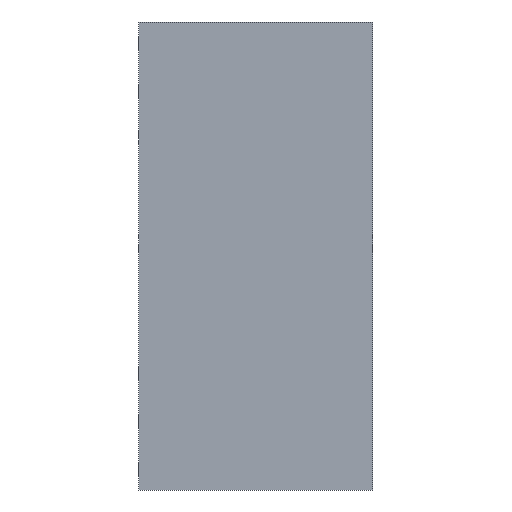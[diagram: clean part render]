
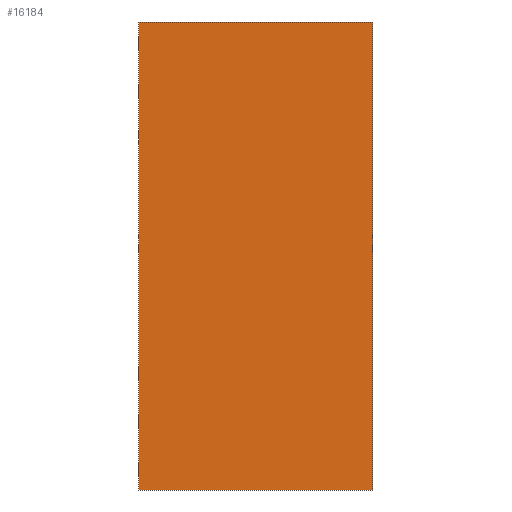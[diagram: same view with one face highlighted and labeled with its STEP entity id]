
A CAD part, front view. The second image highlights one B-rep face of the part: STEP entity #16184.
In plain terms, the highlighted planar face has unit normal (0, -1, 0).
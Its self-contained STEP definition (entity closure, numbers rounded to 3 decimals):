
#14194 = VERTEX_POINT ( 'NONE', #23693 ) ;
#14203 = VERTEX_POINT ( 'NONE', #23729 ) ;
#14210 = EDGE_CURVE ( 'NONE', #14194, #14203, #23718, .T. ) ;
#16184 = ADVANCED_FACE ( 'NONE', ( #27309 ), #27308, .T. ) ;
#16185 = EDGE_LOOP ( 'NONE', ( #16186, #16188, #16189, #16191 ) ) ;
#16186 = ORIENTED_EDGE ( 'NONE', *, *, #16187, .F. ) ;
#16187 = EDGE_CURVE ( 'NONE', #14203, #16202, #27307, .T. ) ;
#16188 = ORIENTED_EDGE ( 'NONE', *, *, #14210, .F. ) ;
#16189 = ORIENTED_EDGE ( 'NONE', *, *, #16190, .T. ) ;
#16190 = EDGE_CURVE ( 'NONE', #14194, #16205, #27299, .T. ) ;
#16191 = ORIENTED_EDGE ( 'NONE', *, *, #16204, .T. ) ;
#16202 = VERTEX_POINT ( 'NONE', #27343 ) ;
#16204 = EDGE_CURVE ( 'NONE', #16205, #16202, #27342, .T. ) ;
#16205 = VERTEX_POINT ( 'NONE', #27338 ) ;
#23693 = CARTESIAN_POINT ( 'NONE',  ( -49.5, -17.5, -198. ) ) ;
#23715 = DIRECTION ( 'NONE',  ( 0., 0., 1. ) ) ;
#23716 = VECTOR ( 'NONE', #23715, 1000. ) ;
#23717 = CARTESIAN_POINT ( 'NONE',  ( -49.5, -17.5, -198. ) ) ;
#23718 = LINE ( 'NONE', #23717, #23716 ) ;
#23729 = CARTESIAN_POINT ( 'NONE',  ( -49.5, -17.5, 0. ) ) ;
#27296 = DIRECTION ( 'NONE',  ( 1., 0., 0. ) ) ;
#27297 = VECTOR ( 'NONE', #27296, 1000. ) ;
#27298 = CARTESIAN_POINT ( 'NONE',  ( -49.5, -17.5, -198. ) ) ;
#27299 = LINE ( 'NONE', #27298, #27297 ) ;
#27300 = DIRECTION ( 'NONE',  ( 1., 0., 0. ) ) ;
#27301 = VECTOR ( 'NONE', #27300, 1000. ) ;
#27302 = CARTESIAN_POINT ( 'NONE',  ( -49.5, -17.5, 0. ) ) ;
#27303 = DIRECTION ( 'NONE',  ( 1., 0., 0. ) ) ;
#27304 = DIRECTION ( 'NONE',  ( 0., -1., 0. ) ) ;
#27305 = CARTESIAN_POINT ( 'NONE',  ( -49.5, -17.5, -198. ) ) ;
#27306 = AXIS2_PLACEMENT_3D ( 'NONE', #27305, #27304, #27303 ) ;
#27307 = LINE ( 'NONE', #27302, #27301 ) ;
#27308 = PLANE ( 'NONE',  #27306 ) ;
#27309 = FACE_OUTER_BOUND ( 'NONE', #16185, .T. ) ;
#27338 = CARTESIAN_POINT ( 'NONE',  ( 49.5, -17.5, -198. ) ) ;
#27339 = DIRECTION ( 'NONE',  ( 0., 0., 1. ) ) ;
#27340 = VECTOR ( 'NONE', #27339, 1000. ) ;
#27341 = CARTESIAN_POINT ( 'NONE',  ( 49.5, -17.5, -198. ) ) ;
#27342 = LINE ( 'NONE', #27341, #27340 ) ;
#27343 = CARTESIAN_POINT ( 'NONE',  ( 49.5, -17.5, 0. ) ) ;
